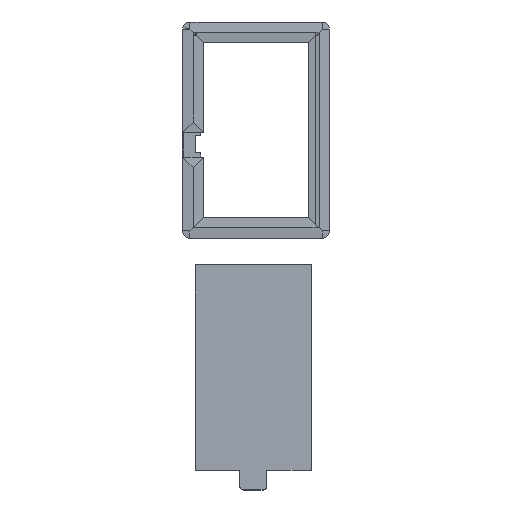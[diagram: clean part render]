
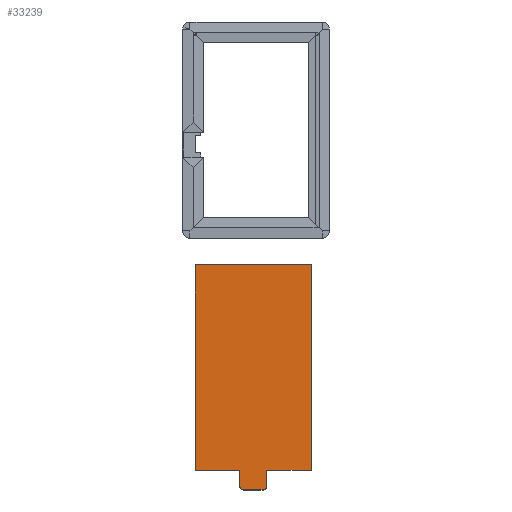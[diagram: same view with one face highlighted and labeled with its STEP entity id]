
A CAD part, top view. The second image highlights one B-rep face of the part: STEP entity #33239.
In plain terms, the highlighted planar face has unit normal (0, 0, 1).
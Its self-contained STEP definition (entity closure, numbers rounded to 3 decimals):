
#1656=PLANE('',#35098);
#3374=FACE_OUTER_BOUND('',#5094,.T.);
#5094=EDGE_LOOP('',(#31562,#31563,#31564,#31565,#31566,#31567,#31568,#31569,
#31570,#31571));
#5311=CIRCLE('',#35099,2.);
#5312=CIRCLE('',#35100,2.);
#9807=LINE('',#52593,#14324);
#9810=LINE('',#52599,#14327);
#9811=LINE('',#52601,#14328);
#9812=LINE('',#52603,#14329);
#9813=LINE('',#52605,#14330);
#9814=LINE('',#52609,#14331);
#9815=LINE('',#52613,#14332);
#9816=LINE('',#52614,#14333);
#14324=VECTOR('',#43184,10.);
#14327=VECTOR('',#43189,10.);
#14328=VECTOR('',#43190,10.);
#14329=VECTOR('',#43191,10.);
#14330=VECTOR('',#43192,10.);
#14331=VECTOR('',#43195,10.);
#14332=VECTOR('',#43198,10.);
#14333=VECTOR('',#43199,10.);
#17418=VERTEX_POINT('',#52590);
#17419=VERTEX_POINT('',#52592);
#17421=VERTEX_POINT('',#52598);
#17422=VERTEX_POINT('',#52600);
#17423=VERTEX_POINT('',#52602);
#17424=VERTEX_POINT('',#52604);
#17425=VERTEX_POINT('',#52606);
#17426=VERTEX_POINT('',#52608);
#17427=VERTEX_POINT('',#52610);
#17428=VERTEX_POINT('',#52612);
#22135=EDGE_CURVE('',#17418,#17419,#9807,.T.);
#22138=EDGE_CURVE('',#17418,#17421,#9810,.T.);
#22139=EDGE_CURVE('',#17422,#17421,#9811,.T.);
#22140=EDGE_CURVE('',#17423,#17422,#9812,.T.);
#22141=EDGE_CURVE('',#17423,#17424,#9813,.T.);
#22142=EDGE_CURVE('',#17425,#17424,#5311,.T.);
#22143=EDGE_CURVE('',#17426,#17425,#9814,.T.);
#22144=EDGE_CURVE('',#17427,#17426,#5312,.T.);
#22145=EDGE_CURVE('',#17428,#17427,#9815,.T.);
#22146=EDGE_CURVE('',#17428,#17419,#9816,.T.);
#31562=ORIENTED_EDGE('',*,*,#22138,.T.);
#31563=ORIENTED_EDGE('',*,*,#22139,.F.);
#31564=ORIENTED_EDGE('',*,*,#22140,.F.);
#31565=ORIENTED_EDGE('',*,*,#22141,.T.);
#31566=ORIENTED_EDGE('',*,*,#22142,.F.);
#31567=ORIENTED_EDGE('',*,*,#22143,.F.);
#31568=ORIENTED_EDGE('',*,*,#22144,.F.);
#31569=ORIENTED_EDGE('',*,*,#22145,.F.);
#31570=ORIENTED_EDGE('',*,*,#22146,.T.);
#31571=ORIENTED_EDGE('',*,*,#22135,.F.);
#33239=ADVANCED_FACE('',(#3374),#1656,.T.);
#35098=AXIS2_PLACEMENT_3D('',#52597,#43187,#43188);
#35099=AXIS2_PLACEMENT_3D('',#52607,#43193,#43194);
#35100=AXIS2_PLACEMENT_3D('',#52611,#43196,#43197);
#43184=DIRECTION('',(0.,-1.,0.));
#43187=DIRECTION('center_axis',(0.,0.,1.));
#43188=DIRECTION('ref_axis',(-1.,0.,0.));
#43189=DIRECTION('',(-1.,0.,0.));
#43190=DIRECTION('',(0.,1.,0.));
#43191=DIRECTION('',(-1.,0.,0.));
#43192=DIRECTION('',(0.,-1.,0.));
#43193=DIRECTION('center_axis',(0.,0.,-1.));
#43194=DIRECTION('ref_axis',(-0.707,-0.707,0.));
#43195=DIRECTION('',(-1.,0.,0.));
#43196=DIRECTION('center_axis',(0.,0.,-1.));
#43197=DIRECTION('ref_axis',(0.707,-0.707,0.));
#43198=DIRECTION('',(0.,-1.,0.));
#43199=DIRECTION('',(1.,0.,0.));
#52590=CARTESIAN_POINT('',(10.,-45.,2.4));
#52592=CARTESIAN_POINT('',(10.,-160.,2.4));
#52593=CARTESIAN_POINT('',(10.,-45.,2.4));
#52597=CARTESIAN_POINT('Origin',(19.035,-114.769,2.4));
#52598=CARTESIAN_POINT('',(-55.,-45.,2.4));
#52599=CARTESIAN_POINT('',(9.9,-45.,2.4));
#52600=CARTESIAN_POINT('',(-55.,-160.,2.4));
#52601=CARTESIAN_POINT('',(-55.,-45.,2.4));
#52602=CARTESIAN_POINT('',(-30.,-160.,2.4));
#52603=CARTESIAN_POINT('',(9.9,-160.,2.4));
#52604=CARTESIAN_POINT('',(-30.,-169.,2.4));
#52605=CARTESIAN_POINT('',(-30.,-160.,2.4));
#52606=CARTESIAN_POINT('',(-28.,-171.,2.4));
#52607=CARTESIAN_POINT('Origin',(-28.,-169.,2.4));
#52608=CARTESIAN_POINT('',(-17.,-171.,2.4));
#52609=CARTESIAN_POINT('',(9.9,-171.,2.4));
#52610=CARTESIAN_POINT('',(-15.,-169.,2.4));
#52611=CARTESIAN_POINT('Origin',(-17.,-169.,2.4));
#52612=CARTESIAN_POINT('',(-15.,-160.,2.4));
#52613=CARTESIAN_POINT('',(-15.,-160.,2.4));
#52614=CARTESIAN_POINT('',(9.9,-160.,2.4));
